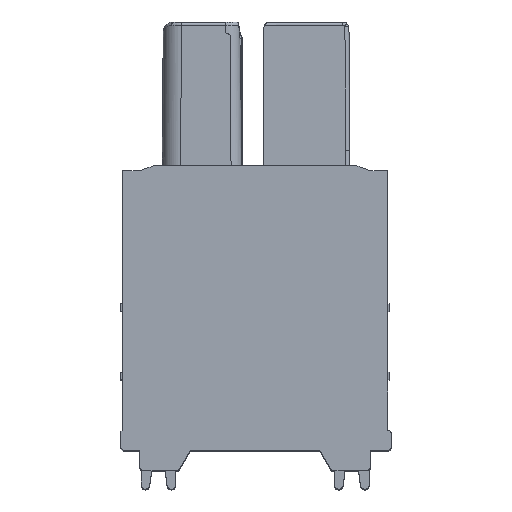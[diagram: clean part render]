
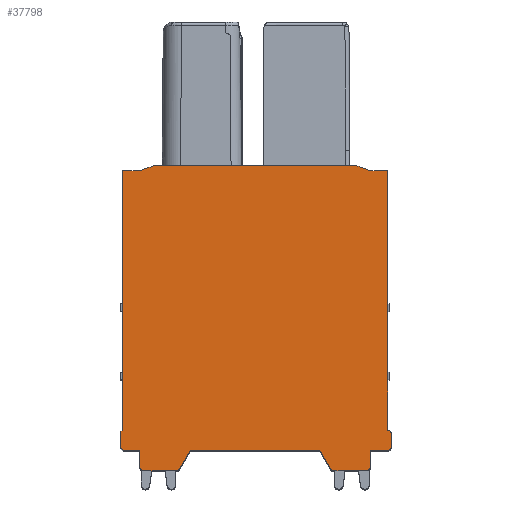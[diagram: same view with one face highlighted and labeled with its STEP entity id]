
A CAD part, top view. The second image highlights one B-rep face of the part: STEP entity #37798.
In plain terms, the highlighted planar face has unit normal (0, 0, 1).
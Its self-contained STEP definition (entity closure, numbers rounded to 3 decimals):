
#89=DIRECTION('',(0.,1.,0.));
#90=VECTOR('',#89,12.749);
#91=CARTESIAN_POINT('',(13.02,1.001,12.65));
#92=LINE('',#91,#90);
#1675=DIRECTION('',(0.,1.,0.));
#1676=VECTOR('',#1675,0.597);
#1677=CARTESIAN_POINT('',(13.21,0.2,12.65));
#1678=LINE('',#1677,#1676);
#1687=DIRECTION('',(1.,0.,0.));
#1688=VECTOR('',#1687,0.84);
#1689=CARTESIAN_POINT('',(12.17,0.,12.65));
#1690=LINE('',#1689,#1688);
#1947=DIRECTION('',(1.,0.,0.));
#1948=VECTOR('',#1947,6.365);
#1949=CARTESIAN_POINT('',(3.327,0.,12.65));
#1950=LINE('',#1949,#1948);
#5515=DIRECTION('',(0.,-1.,0.));
#5516=VECTOR('',#5515,12.789);
#5517=CARTESIAN_POINT('',(0.,13.75,12.65));
#5518=LINE('',#5517,#5516);
#6981=DIRECTION('',(-1.,0.,0.));
#6982=VECTOR('',#6981,0.873);
#6983=CARTESIAN_POINT('',(0.873,13.75,12.65));
#6984=LINE('',#6983,#6982);
#7999=DIRECTION('',(-1.,0.,0.));
#8000=VECTOR('',#7999,0.873);
#8001=CARTESIAN_POINT('',(13.02,13.75,12.65));
#8002=LINE('',#8001,#8000);
#8170=CARTESIAN_POINT('',(0.11,0.2,12.65));
#8171=DIRECTION('',(0.,0.,1.));
#8172=DIRECTION('',(-1.,0.,0.));
#8173=AXIS2_PLACEMENT_3D('',#8170,#8171,#8172);
#8175=DIRECTION('',(0.,1.,0.));
#8176=VECTOR('',#8175,0.737);
#8177=CARTESIAN_POINT('',(-0.09,0.2,12.65));
#8178=LINE('',#8177,#8176);
#8179=DIRECTION('',(0.966,0.259,0.));
#8180=VECTOR('',#8179,0.093);
#8181=CARTESIAN_POINT('',(-0.09,0.937,12.65));
#8182=LINE('',#8181,#8180);
#8183=DIRECTION('',(0.94,0.342,0.));
#8184=VECTOR('',#8183,0.731);
#8185=CARTESIAN_POINT('',(0.873,13.75,12.65));
#8186=LINE('',#8185,#8184);
#8187=DIRECTION('',(1.,0.,0.));
#8188=VECTOR('',#8187,9.9);
#8189=CARTESIAN_POINT('',(1.56,14.,12.65));
#8190=LINE('',#8189,#8188);
#8191=DIRECTION('',(0.94,-0.342,0.));
#8192=VECTOR('',#8191,0.731);
#8193=CARTESIAN_POINT('',(11.46,14.,12.65));
#8194=LINE('',#8193,#8192);
#8195=DIRECTION('',(0.966,-0.259,0.));
#8196=VECTOR('',#8195,0.043);
#8197=CARTESIAN_POINT('',(13.02,1.001,12.65));
#8198=LINE('',#8197,#8196);
#8199=CARTESIAN_POINT('',(13.01,0.797,12.65));
#8200=DIRECTION('',(0.,0.,-1.));
#8201=DIRECTION('',(0.259,0.966,0.));
#8202=AXIS2_PLACEMENT_3D('',#8199,#8200,#8201);
#8204=CARTESIAN_POINT('',(13.01,0.2,12.65));
#8205=DIRECTION('',(0.,0.,-1.));
#8206=DIRECTION('',(1.,0.,0.));
#8207=AXIS2_PLACEMENT_3D('',#8204,#8205,#8206);
#8209=DIRECTION('',(0.,-1.,0.));
#8210=VECTOR('',#8209,0.8);
#8211=CARTESIAN_POINT('',(12.17,0.,12.65));
#8212=LINE('',#8211,#8210);
#8213=CARTESIAN_POINT('',(11.97,-0.8,12.65));
#8214=DIRECTION('',(0.,0.,-1.));
#8215=DIRECTION('',(1.,0.,0.));
#8216=AXIS2_PLACEMENT_3D('',#8213,#8214,#8215);
#8218=DIRECTION('',(-1.,0.,0.));
#8219=VECTOR('',#8218,1.585);
#8220=CARTESIAN_POINT('',(11.97,-1.,12.65));
#8221=LINE('',#8220,#8219);
#8222=CARTESIAN_POINT('',(10.385,-0.8,12.65));
#8223=DIRECTION('',(0.,0.,-1.));
#8224=DIRECTION('',(0.,-1.,0.));
#8225=AXIS2_PLACEMENT_3D('',#8222,#8223,#8224);
#8227=DIRECTION('',(-0.5,0.866,0.));
#8228=VECTOR('',#8227,1.039);
#8229=CARTESIAN_POINT('',(10.212,-0.9,12.65));
#8230=LINE('',#8229,#8228);
#8231=DIRECTION('',(-0.5,-0.866,0.));
#8232=VECTOR('',#8231,1.039);
#8233=CARTESIAN_POINT('',(3.327,0.,12.65));
#8234=LINE('',#8233,#8232);
#8235=CARTESIAN_POINT('',(2.635,-0.8,12.65));
#8236=DIRECTION('',(0.,0.,-1.));
#8237=DIRECTION('',(0.866,-0.5,0.));
#8238=AXIS2_PLACEMENT_3D('',#8235,#8236,#8237);
#8240=DIRECTION('',(-1.,0.,0.));
#8241=VECTOR('',#8240,1.585);
#8242=CARTESIAN_POINT('',(2.635,-1.,12.65));
#8243=LINE('',#8242,#8241);
#8244=CARTESIAN_POINT('',(1.05,-0.8,12.65));
#8245=DIRECTION('',(0.,0.,-1.));
#8246=DIRECTION('',(0.,-1.,0.));
#8247=AXIS2_PLACEMENT_3D('',#8244,#8245,#8246);
#8249=DIRECTION('',(0.,1.,0.));
#8250=VECTOR('',#8249,0.8);
#8251=CARTESIAN_POINT('',(0.85,-0.8,12.65));
#8252=LINE('',#8251,#8250);
#8253=DIRECTION('',(-1.,0.,0.));
#8254=VECTOR('',#8253,0.74);
#8255=CARTESIAN_POINT('',(0.85,0.,12.65));
#8256=LINE('',#8255,#8254);
#22599=CARTESIAN_POINT('',(13.02,1.001,12.65));
#22600=CARTESIAN_POINT('',(13.02,13.75,12.65));
#22601=VERTEX_POINT('',#22599);
#22602=VERTEX_POINT('',#22600);
#22697=CARTESIAN_POINT('',(12.147,13.75,12.65));
#22698=VERTEX_POINT('',#22697);
#22699=CARTESIAN_POINT('',(11.46,14.,12.65));
#22700=VERTEX_POINT('',#22699);
#22701=CARTESIAN_POINT('',(1.56,14.,12.65));
#22702=VERTEX_POINT('',#22701);
#22962=CARTESIAN_POINT('',(0.873,13.75,12.65));
#22963=VERTEX_POINT('',#22962);
#22964=CARTESIAN_POINT('',(0.,13.75,12.65));
#22965=VERTEX_POINT('',#22964);
#22988=CARTESIAN_POINT('',(0.,0.961,12.65));
#22989=VERTEX_POINT('',#22988);
#23063=CARTESIAN_POINT('',(0.85,0.,12.65));
#23065=VERTEX_POINT('',#23063);
#23076=CARTESIAN_POINT('',(3.327,0.,12.65));
#23077=VERTEX_POINT('',#23076);
#23078=CARTESIAN_POINT('',(9.693,0.,12.65));
#23079=VERTEX_POINT('',#23078);
#23146=CARTESIAN_POINT('',(12.17,0.,12.65));
#23147=VERTEX_POINT('',#23146);
#23148=CARTESIAN_POINT('',(13.01,0.,12.65));
#23149=VERTEX_POINT('',#23148);
#23150=CARTESIAN_POINT('',(13.21,0.2,12.65));
#23151=VERTEX_POINT('',#23150);
#23152=CARTESIAN_POINT('',(13.21,0.797,12.65));
#23153=VERTEX_POINT('',#23152);
#23154=CARTESIAN_POINT('',(13.062,0.99,12.65));
#23155=VERTEX_POINT('',#23154);
#23156=CARTESIAN_POINT('',(12.17,-0.8,12.65));
#23157=VERTEX_POINT('',#23156);
#23158=CARTESIAN_POINT('',(11.97,-1.,12.65));
#23159=VERTEX_POINT('',#23158);
#23160=CARTESIAN_POINT('',(10.385,-1.,12.65));
#23161=VERTEX_POINT('',#23160);
#23162=CARTESIAN_POINT('',(10.212,-0.9,12.65));
#23163=VERTEX_POINT('',#23162);
#23164=CARTESIAN_POINT('',(2.808,-0.9,12.65));
#23165=VERTEX_POINT('',#23164);
#23166=CARTESIAN_POINT('',(2.635,-1.,12.65));
#23167=VERTEX_POINT('',#23166);
#23168=CARTESIAN_POINT('',(1.05,-1.,12.65));
#23169=VERTEX_POINT('',#23168);
#23170=CARTESIAN_POINT('',(0.85,-0.8,12.65));
#23171=VERTEX_POINT('',#23170);
#23348=CARTESIAN_POINT('',(-0.09,0.937,12.65));
#23349=VERTEX_POINT('',#23348);
#23350=CARTESIAN_POINT('',(-0.09,0.2,12.65));
#23351=CARTESIAN_POINT('',(0.11,0.,12.65));
#23352=VERTEX_POINT('',#23350);
#23353=VERTEX_POINT('',#23351);
#37754=CARTESIAN_POINT('',(0.,0.,12.65));
#37755=DIRECTION('',(0.,0.,1.));
#37756=DIRECTION('',(1.,0.,0.));
#37757=AXIS2_PLACEMENT_3D('',#37754,#37755,#37756);
#37758=PLANE('',#37757);
#37759=ORIENTED_EDGE('',*,*,#34194,.F.);
#37760=ORIENTED_EDGE('',*,*,#34209,.T.);
#37761=ORIENTED_EDGE('',*,*,#34224,.T.);
#37762=ORIENTED_EDGE('',*,*,#34255,.F.);
#37763=ORIENTED_EDGE('',*,*,#36844,.F.);
#37764=ORIENTED_EDGE('',*,*,#36913,.T.);
#37765=ORIENTED_EDGE('',*,*,#36928,.T.);
#37766=ORIENTED_EDGE('',*,*,#37491,.T.);
#37767=ORIENTED_EDGE('',*,*,#37516,.F.);
#37768=ORIENTED_EDGE('',*,*,#26876,.F.);
#37769=ORIENTED_EDGE('',*,*,#29406,.T.);
#37770=ORIENTED_EDGE('',*,*,#29421,.T.);
#37771=ORIENTED_EDGE('',*,*,#29436,.F.);
#37772=ORIENTED_EDGE('',*,*,#29451,.T.);
#37773=ORIENTED_EDGE('',*,*,#29470,.F.);
#37775=ORIENTED_EDGE('',*,*,#37774,.T.);
#37777=ORIENTED_EDGE('',*,*,#37776,.T.);
#37779=ORIENTED_EDGE('',*,*,#37778,.T.);
#37781=ORIENTED_EDGE('',*,*,#37780,.T.);
#37783=ORIENTED_EDGE('',*,*,#37782,.T.);
#37784=ORIENTED_EDGE('',*,*,#29672,.F.);
#37786=ORIENTED_EDGE('',*,*,#37785,.T.);
#37788=ORIENTED_EDGE('',*,*,#37787,.T.);
#37790=ORIENTED_EDGE('',*,*,#37789,.T.);
#37792=ORIENTED_EDGE('',*,*,#37791,.T.);
#37794=ORIENTED_EDGE('',*,*,#37793,.T.);
#37795=ORIENTED_EDGE('',*,*,#34152,.T.);
#37796=EDGE_LOOP('',(#37759,#37760,#37761,#37762,#37763,#37764,#37765,#37766,
#37767,#37768,#37769,#37770,#37771,#37772,#37773,#37775,#37777,#37779,#37781,
#37783,#37784,#37786,#37788,#37790,#37792,#37794,#37795));
#37797=FACE_OUTER_BOUND('',#37796,.F.);
#37798=ADVANCED_FACE('',(#37797),#37758,.T.);
#8174=CIRCLE('',#8173,0.2);
#8203=CIRCLE('',#8202,0.2);
#8208=CIRCLE('',#8207,0.2);
#8217=CIRCLE('',#8216,0.2);
#8226=CIRCLE('',#8225,0.2);
#8239=CIRCLE('',#8238,0.2);
#8248=CIRCLE('',#8247,0.2);
#26876=EDGE_CURVE('',#22601,#22602,#92,.T.);
#29406=EDGE_CURVE('',#22601,#23155,#8198,.T.);
#29421=EDGE_CURVE('',#23155,#23153,#8203,.T.);
#29436=EDGE_CURVE('',#23151,#23153,#1678,.T.);
#29451=EDGE_CURVE('',#23151,#23149,#8208,.T.);
#29470=EDGE_CURVE('',#23147,#23149,#1690,.T.);
#29672=EDGE_CURVE('',#23077,#23079,#1950,.T.);
#34152=EDGE_CURVE('',#23065,#23353,#8256,.T.);
#34194=EDGE_CURVE('',#23352,#23353,#8174,.T.);
#34209=EDGE_CURVE('',#23352,#23349,#8178,.T.);
#34224=EDGE_CURVE('',#23349,#22989,#8182,.T.);
#34255=EDGE_CURVE('',#22965,#22989,#5518,.T.);
#36844=EDGE_CURVE('',#22963,#22965,#6984,.T.);
#36913=EDGE_CURVE('',#22963,#22702,#8186,.T.);
#36928=EDGE_CURVE('',#22702,#22700,#8190,.T.);
#37491=EDGE_CURVE('',#22700,#22698,#8194,.T.);
#37516=EDGE_CURVE('',#22602,#22698,#8002,.T.);
#37774=EDGE_CURVE('',#23147,#23157,#8212,.T.);
#37776=EDGE_CURVE('',#23157,#23159,#8217,.T.);
#37778=EDGE_CURVE('',#23159,#23161,#8221,.T.);
#37780=EDGE_CURVE('',#23161,#23163,#8226,.T.);
#37782=EDGE_CURVE('',#23163,#23079,#8230,.T.);
#37785=EDGE_CURVE('',#23077,#23165,#8234,.T.);
#37787=EDGE_CURVE('',#23165,#23167,#8239,.T.);
#37789=EDGE_CURVE('',#23167,#23169,#8243,.T.);
#37791=EDGE_CURVE('',#23169,#23171,#8248,.T.);
#37793=EDGE_CURVE('',#23171,#23065,#8252,.T.);
